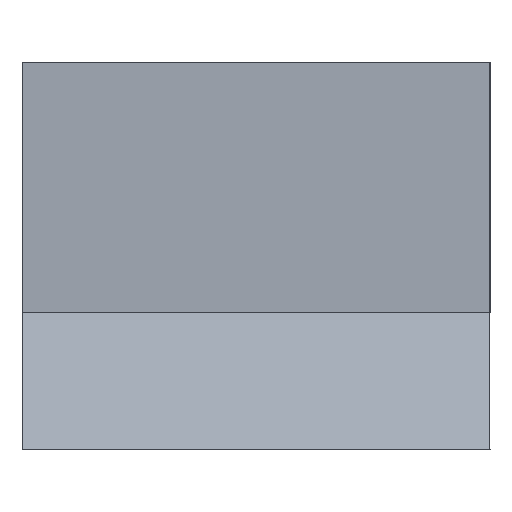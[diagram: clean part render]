
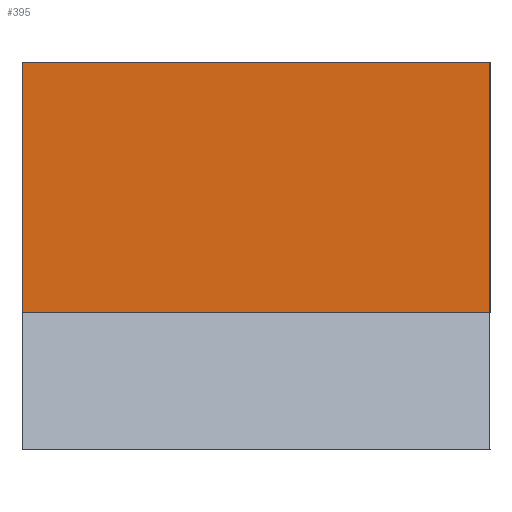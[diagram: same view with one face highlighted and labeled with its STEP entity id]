
A CAD part, left-side view. The second image highlights one B-rep face of the part: STEP entity #395.
In plain terms, the highlighted planar face has unit normal (-1, 0, 0).
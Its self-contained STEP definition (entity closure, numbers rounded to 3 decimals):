
#16 = CARTESIAN_POINT ( 'NONE',  ( -28., 14., 7.5 ) ) ;
#28 = CARTESIAN_POINT ( 'NONE',  ( -28., -14., 7.5 ) ) ;
#32 = CARTESIAN_POINT ( 'NONE',  ( -28., 14., 7.5 ) ) ;
#54 = DIRECTION ( 'NONE',  ( 0., 0., -1. ) ) ;
#89 = DIRECTION ( 'NONE',  ( 0., -1., 0. ) ) ;
#108 = VECTOR ( 'NONE', #54, 1000. ) ;
#119 = VECTOR ( 'NONE', #89, 1000. ) ;
#122 = VERTEX_POINT ( 'NONE', #224 ) ;
#168 = VERTEX_POINT ( 'NONE', #28 ) ;
#213 = DIRECTION ( 'NONE',  ( -1., 0., 0. ) ) ;
#222 = DIRECTION ( 'NONE',  ( 0., 0., -1. ) ) ;
#224 = CARTESIAN_POINT ( 'NONE',  ( -28., 14., -7.5 ) ) ;
#248 = VERTEX_POINT ( 'NONE', #366 ) ;
#283 = LINE ( 'NONE', #788, #119 ) ;
#310 = EDGE_CURVE ( 'NONE', #122, #248, #283, .T. ) ;
#327 = EDGE_CURVE ( 'NONE', #384, #168, #742, .T. ) ;
#366 = CARTESIAN_POINT ( 'NONE',  ( -28., -14., -7.5 ) ) ;
#384 = VERTEX_POINT ( 'NONE', #16 ) ;
#391 = AXIS2_PLACEMENT_3D ( 'NONE', #611, #213, #738 ) ;
#395 = ADVANCED_FACE ( 'NONE', ( #546 ), #793, .T. ) ;
#420 = VECTOR ( 'NONE', #222, 1000. ) ;
#463 = EDGE_LOOP ( 'NONE', ( #545, #780, #689, #813 ) ) ;
#525 = CARTESIAN_POINT ( 'NONE',  ( -28., -14., 0. ) ) ;
#545 = ORIENTED_EDGE ( 'NONE', *, *, #686, .F. ) ;
#546 = FACE_OUTER_BOUND ( 'NONE', #463, .T. ) ;
#564 = EDGE_CURVE ( 'NONE', #384, #122, #634, .T. ) ;
#593 = LINE ( 'NONE', #525, #108 ) ;
#611 = CARTESIAN_POINT ( 'NONE',  ( -28., 14., 0. ) ) ;
#624 = DIRECTION ( 'NONE',  ( 0., -1., 0. ) ) ;
#634 = LINE ( 'NONE', #692, #420 ) ;
#686 = EDGE_CURVE ( 'NONE', #168, #248, #593, .T. ) ;
#689 = ORIENTED_EDGE ( 'NONE', *, *, #564, .T. ) ;
#692 = CARTESIAN_POINT ( 'NONE',  ( -28., 14., 0. ) ) ;
#735 = VECTOR ( 'NONE', #624, 1000. ) ;
#738 = DIRECTION ( 'NONE',  ( 0., 0., 1. ) ) ;
#742 = LINE ( 'NONE', #32, #735 ) ;
#780 = ORIENTED_EDGE ( 'NONE', *, *, #327, .F. ) ;
#788 = CARTESIAN_POINT ( 'NONE',  ( -28., 14., -7.5 ) ) ;
#793 = PLANE ( 'NONE',  #391 ) ;
#813 = ORIENTED_EDGE ( 'NONE', *, *, #310, .T. ) ;
